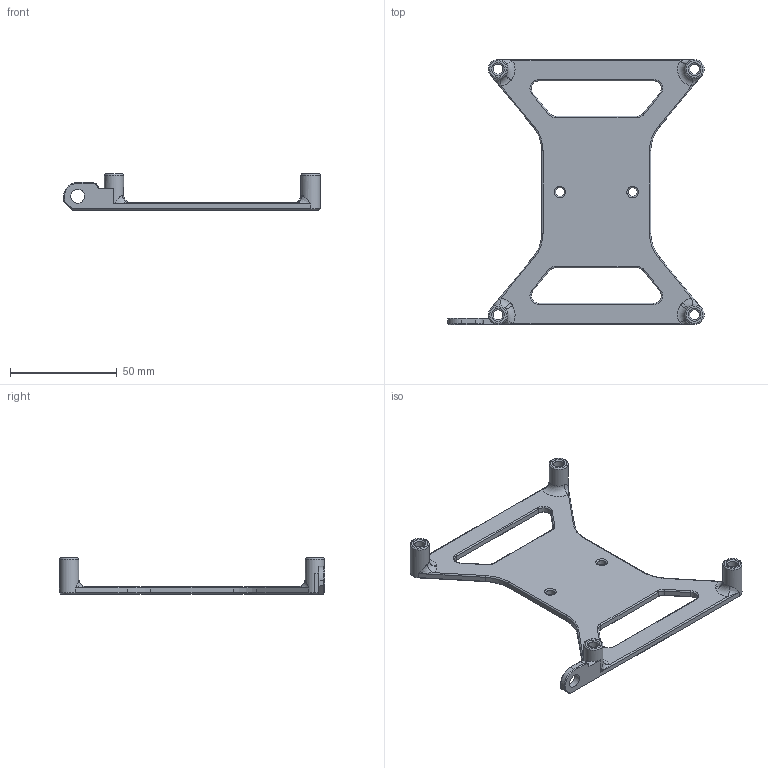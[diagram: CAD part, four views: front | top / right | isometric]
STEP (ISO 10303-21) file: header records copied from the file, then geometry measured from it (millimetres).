
FILE_DESCRIPTION(/* description */ (''),/* implementation_level */ '2;1');
FILE_NAME(/* name */ 'duet 3 mini5+ mount.step',/* time_stamp */ '2021-10-10T15:13:48+02:00',/* author */ (''),/* organization */ (''),/* preprocessor_version */ 'ST-DEVELOPER v18.1',/* originating_system */ 'Autodesk Translation Framework v10.10.0.1391',/* authorisation */ '');
FILE_SCHEMA (('AUTOMOTIVE_DESIGN { 1 0 10303 214 3 1 1 }'));
Length unit declared in the file: millimetre
Products named in the file (1): duet 3 mini5+ mount
Bounding box: 120 x 124 x 17 mm (x, y, z)
Volume: 26064.3 mm3; surface area: 18403.3 mm2
Topology: 1 solids, 1 shells, 160 faces, 388 edges, 222 vertices
Faces by surface type: plane 53, cylinder 41, torus 29, cone 26, bspline 11
Full cylindrical faces by diameter (mm): 4.2 x2, 4.7 x4, 6.5 x1, 9 x4
Entity records: 5260 total; most frequent: CARTESIAN_POINT 1476, DIRECTION 825, ORIENTED_EDGE 760, EDGE_CURVE 380, AXIS2_PLACEMENT_3D 319, VERTEX_POINT 222, LINE 187, VECTOR 187
